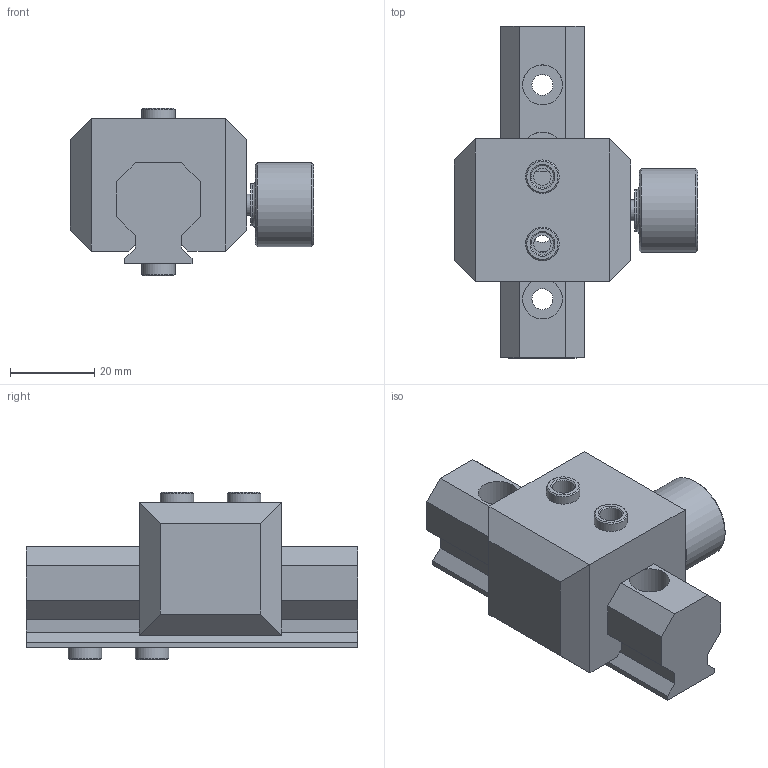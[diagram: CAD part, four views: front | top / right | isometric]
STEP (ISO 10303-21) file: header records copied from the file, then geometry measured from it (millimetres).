
FILE_DESCRIPTION(/* description */ (''),/* implementation_level */ '2;1');
FILE_NAME(/* name */ 'JUS-80.stp',/* time_stamp */ '2019-11-20T10:20:16+01:00',/* author */ ('Emilio'),/* organization */ (''),/* preprocessor_version */ 'ST-DEVELOPER v17',/* originating_system */ 'Autodesk Inventor 2019',/* authorisation */ '');
FILE_SCHEMA (('AUTOMOTIVE_DESIGN { 1 0 10303 214 3 1 1 }'));
Length unit declared in the file: millimetre
Products named in the file (4): JUS-80; JUS-80-SUPPORTO; JUS-80-REGOLAZIONE; BOCCOLA 8H7L5.4
Assembly tree (6 placements, depth 2):
  JUS-80
    JUS-80-SUPPORTO
    JUS-80-REGOLAZIONE
    BOCCOLA 8H7L5.4  x4
Bounding box: 58 x 79 x 39.9 mm (x, y, z)
Volume: 60536.8 mm3; surface area: 20443.7 mm2
Topology: 6 solids, 6 shells, 170 faces, 437 edges, 293 vertices
Faces by surface type: cylinder 87, plane 64, cone 18, torus 1
Full cylindrical faces by diameter (mm): 4.134 x2, 5 x5, 5.3 x4, 8 x10, 9.5 x4, 10 x1, 20 x1
Entity records: 4924 total; most frequent: DIRECTION 909, CARTESIAN_POINT 820, ORIENTED_EDGE 790, EDGE_CURVE 395, AXIS2_PLACEMENT_3D 358, VERTEX_POINT 269, CIRCLE 202, LINE 193
